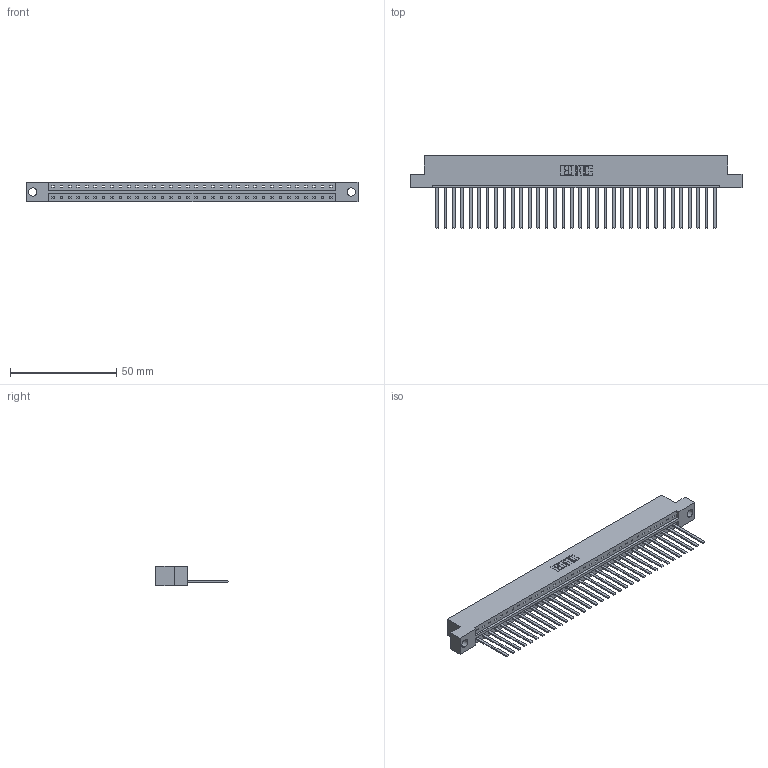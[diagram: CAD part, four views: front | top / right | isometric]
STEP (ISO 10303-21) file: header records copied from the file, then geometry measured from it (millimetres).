
FILE_DESCRIPTION (( 'STEP AP203' ), '1' );
FILE_NAME ('833-034-544-104.STEP', '2020-06-02T22:52:54', ( '' ), ( '' ), 'SwSTEP 2.0', 'SolidWorks 2020', '' );
FILE_SCHEMA (( 'CONFIG_CONTROL_DESIGN' ));
Length unit declared in the file: inch
Products named in the file (3): 345-292-001_345-293-144; 833-034-544-104; 833 Part_Flush - .156 Dia - TH
Assembly tree (35 placements, depth 2):
  833-034-544-104
    833 Part_Flush - .156 Dia - TH
    345-292-001_345-293-144  x34
Bounding box: 156.26 x 34.3 x 9.4 mm (x, y, z)
Volume: 15961.3 mm3; surface area: 18293.3 mm2
Topology: 35 solids, 35 shells, 1882 faces, 5683 edges, 3742 vertices
Faces by surface type: plane 1362, cylinder 520
Entity records: 21639 total; most frequent: CARTESIAN_POINT 3740, ORIENTED_EDGE 3710, DIRECTION 3167, EDGE_CURVE 1855, VECTOR 1731, LINE 1731, VERTEX_POINT 1234, AXIS2_PLACEMENT_3D 718
